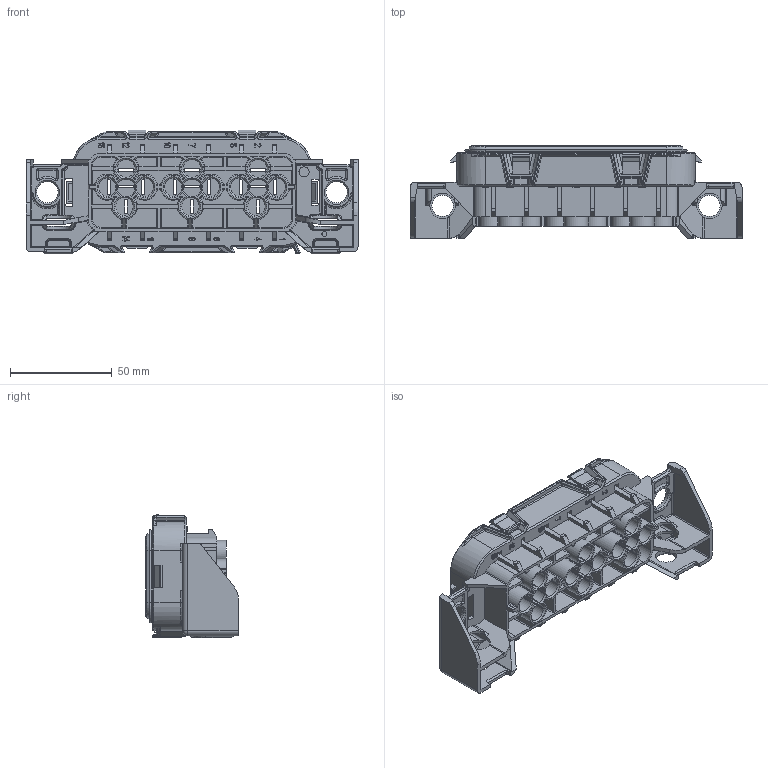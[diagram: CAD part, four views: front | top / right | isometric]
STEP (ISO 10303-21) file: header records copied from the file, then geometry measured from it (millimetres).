
FILE_DESCRIPTION((''),'2;1');
FILE_NAME('PDM-R4B01_NCF_ASM','2024-10-28T12:21:53',('20077268'),(''),'CREO PARAMETRIC BY PTC INC, 2024014','CREO PARAMETRIC BY PTC INC, 2024014','');
FILE_SCHEMA(('CONFIG_CONTROL_DESIGN'));
Products named in the file (4): C26-1012-2B_SALES_NCF; C14-1013_INSTALLED_NCF; PDM-RS_INSTALLED_NCF_ASM; PDM-R4B01_NCF_ASM
Assembly tree (3 placements, depth 3):
  PDM-R4B01_NCF_ASM
    C26-1012-2B_SALES_NCF
    PDM-RS_INSTALLED_NCF_ASM
      C14-1013_INSTALLED_NCF
Bounding box: 163 x 45.5 x 60.76 mm (x, y, z)
Volume: 101103.8 mm3; surface area: 100685.5 mm2
Topology: 2 solids, 2 shells, 2840 faces, 7344 edges, 4516 vertices
Faces by surface type: plane 1320, cylinder 834, bspline 223, torus 167, cone 143, extrusion 91, sphere 62
Entity records: 93342 total; most frequent: CARTESIAN_POINT 25009, ORIENTED_EDGE 14658, DIRECTION 13754, EDGE_CURVE 7329, VECTOR 4624, AXIS2_PLACEMENT_3D 4565, LINE 4533, VERTEX_POINT 4516
